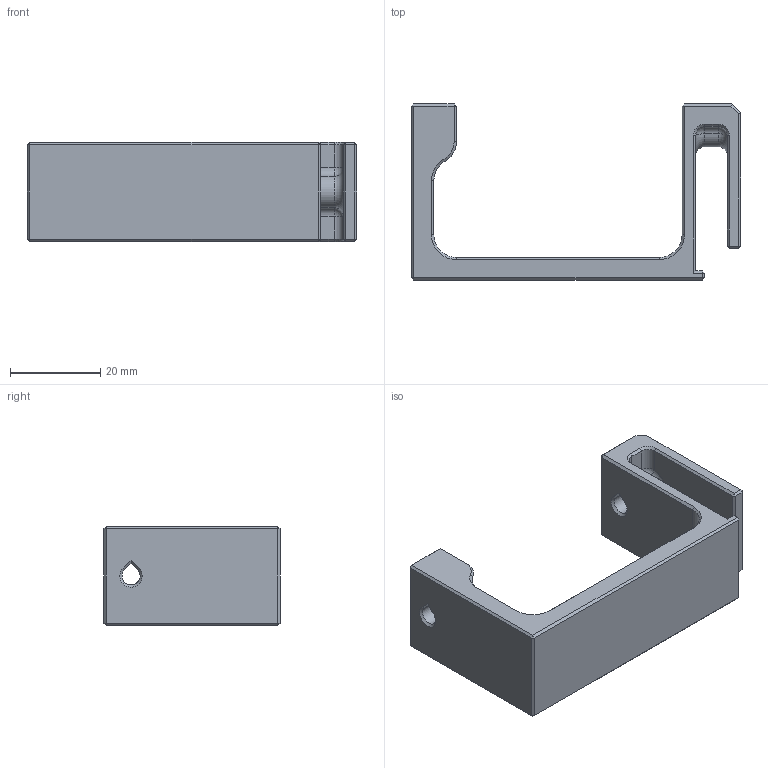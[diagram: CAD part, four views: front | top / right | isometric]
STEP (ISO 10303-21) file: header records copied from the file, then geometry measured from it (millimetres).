
FILE_DESCRIPTION( ( '' ), ' ' );
FILE_NAME( '5de4c1bbcbc37b1598198884.step', '2019-12-02T07:48:12', ( '' ), ( '' ), ' ', ' ', ' ' );
FILE_SCHEMA( ( 'AUTOMOTIVE_DESIGN { 1 0 10303 214 1 1 1 1 }' ) );
Length unit declared in the file: metre
Products named in the file (1): Clip_v2
Bounding box: 73 x 39 x 22 mm (x, y, z)
Volume: 17284.5 mm3; surface area: 9235.2 mm2
Topology: 1 solids, 1 shells, 124 faces, 271 edges, 144 vertices
Faces by surface type: plane 87, cone 17, cylinder 13, sphere 4, torus 2, bspline 1
Entity records: 4237 total; most frequent: CARTESIAN_POINT 563, DIRECTION 561, ORIENTED_EDGE 534, EDGE_CURVE 267, LINE 213, VECTOR 213, AXIS2_PLACEMENT_3D 174, VERTEX_POINT 144
